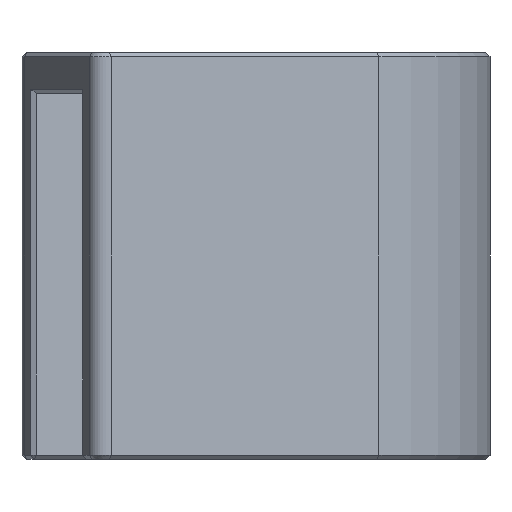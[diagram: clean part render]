
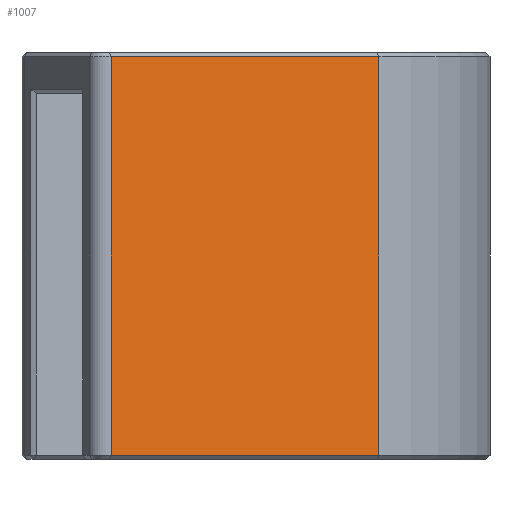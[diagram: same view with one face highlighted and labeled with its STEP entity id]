
A CAD part, front view. The second image highlights one B-rep face of the part: STEP entity #1007.
In plain terms, the highlighted planar face has unit normal (0.5, -0.866, 0).
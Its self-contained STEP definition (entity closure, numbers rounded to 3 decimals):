
#91=FACE_OUTER_BOUND('',#155,.T.);
#155=EDGE_LOOP('',(#779,#780,#781,#782));
#225=LINE('',#1535,#343);
#264=LINE('',#1624,#382);
#265=LINE('',#1628,#383);
#266=LINE('',#1629,#384);
#343=VECTOR('',#1225,10.);
#382=VECTOR('',#1318,10.);
#383=VECTOR('',#1323,10.);
#384=VECTOR('',#1324,10.);
#451=VERTEX_POINT('',#1525);
#453=VERTEX_POINT('',#1531);
#477=VERTEX_POINT('',#1623);
#478=VERTEX_POINT('',#1627);
#545=EDGE_CURVE('',#451,#453,#225,.T.);
#592=EDGE_CURVE('',#453,#477,#264,.T.);
#594=EDGE_CURVE('',#451,#478,#265,.T.);
#595=EDGE_CURVE('',#477,#478,#266,.T.);
#779=ORIENTED_EDGE('',*,*,#545,.F.);
#780=ORIENTED_EDGE('',*,*,#594,.T.);
#781=ORIENTED_EDGE('',*,*,#595,.F.);
#782=ORIENTED_EDGE('',*,*,#592,.F.);
#954=PLANE('',#1104);
#1007=ADVANCED_FACE('',(#91),#954,.T.);
#1104=AXIS2_PLACEMENT_3D('',#1626,#1321,#1322);
#1225=DIRECTION('',(-0.866,-0.5,0.));
#1318=DIRECTION('',(0.,0.,1.));
#1321=DIRECTION('center_axis',(0.5,-0.866,0.));
#1322=DIRECTION('ref_axis',(-0.866,-0.5,0.));
#1323=DIRECTION('',(0.,0.,1.));
#1324=DIRECTION('',(0.866,0.5,0.));
#1525=CARTESIAN_POINT('',(-3.66,-13.66,-49.5));
#1531=CARTESIAN_POINT('',(-36.569,-32.66,-49.5));
#1535=CARTESIAN_POINT('',(10.413,-5.535,-49.5));
#1623=CARTESIAN_POINT('',(-36.569,-32.66,-0.5));
#1624=CARTESIAN_POINT('',(-36.569,-32.66,0.));
#1626=CARTESIAN_POINT('Origin',(5.,-8.66,0.));
#1627=CARTESIAN_POINT('',(-3.66,-13.66,-0.5));
#1628=CARTESIAN_POINT('',(-3.66,-13.66,0.));
#1629=CARTESIAN_POINT('',(10.413,-5.535,-0.5));
